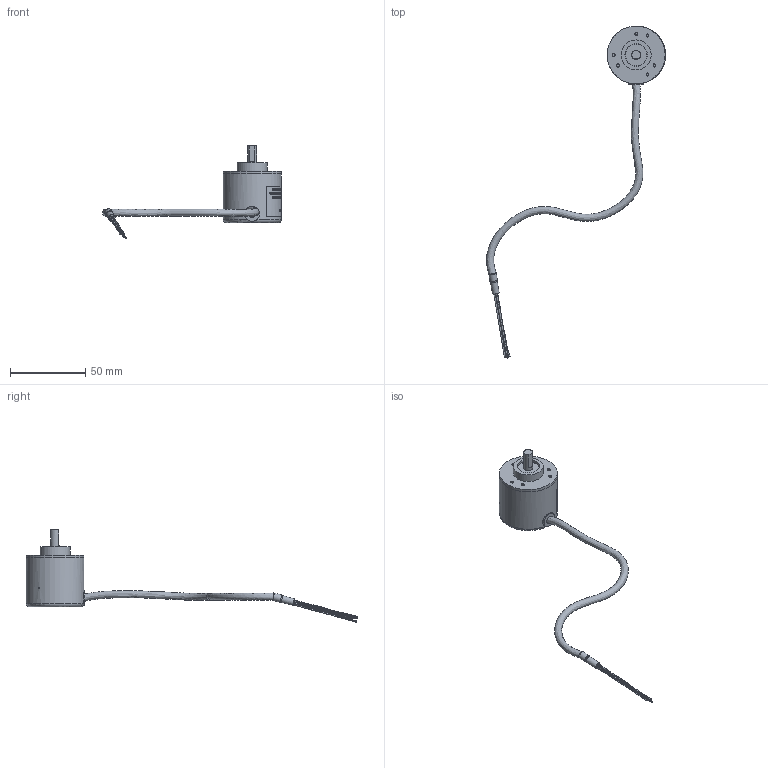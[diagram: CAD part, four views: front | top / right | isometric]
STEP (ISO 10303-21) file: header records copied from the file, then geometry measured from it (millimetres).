
FILE_DESCRIPTION(/* description */ (''),/* implementation_level */ '2;1');
FILE_NAME(/* name */ 'Encoder Rotary .step',/* time_stamp */ '2020-11-03T17:27:31-06:00',/* author */ (''),/* organization */ (''),/* preprocessor_version */ 'ST-DEVELOPER v18.1',/* originating_system */ 'Autodesk Translation Framework v9.3.0.1241',/* authorisation */ '');
FILE_SCHEMA (('AUTOMOTIVE_DESIGN { 1 0 10303 214 3 1 1 }'));
Products named in the file (1): Encoder Rotary
Bounding box: 119.21 x 221.15 x 61.62 mm (x, y, z)
Volume: 46005.1 mm3; surface area: 15372.7 mm2
Topology: 7 solids, 7 shells, 331 faces, 2747 edges, 2630 vertices
Faces by surface type: cylinder 278, plane 33, bspline 19, torus 1
Full cylindrical faces by diameter (mm): 1.623 x18, 2.074 x6, 3 x6, 4.5 x1, 5 x1, 6 x1, 10 x1, 14.3 x1, 14.8 x1, 15 x1, 20 x1, 38.6 x2
Entity records: 40265 total; most frequent: CARTESIAN_POINT 21520, ORIENTED_EDGE 5494, EDGE_CURVE 2747, VERTEX_POINT 2630, DIRECTION 1999, B_SPLINE_CURVE_WITH_KNOTS 1903, AXIS2_PLACEMENT_3D 842, EDGE_LOOP 543
